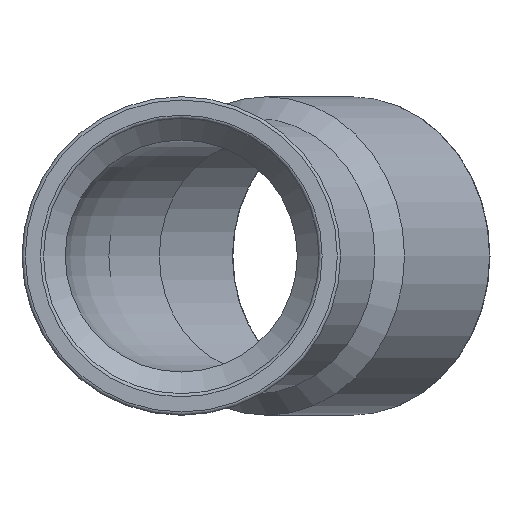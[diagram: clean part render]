
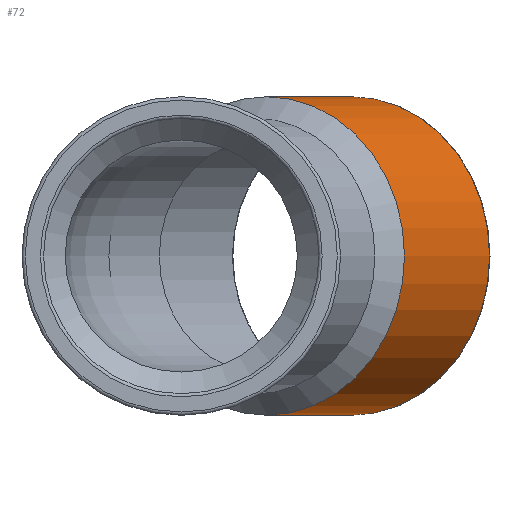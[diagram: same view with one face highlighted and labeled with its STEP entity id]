
A CAD part, front view. The second image highlights one B-rep face of the part: STEP entity #72.
In plain terms, the highlighted cylindrical face has radius 162 mm (diameter 324 mm), a full revolution.
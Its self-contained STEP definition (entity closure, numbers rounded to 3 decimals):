
#72=ADVANCED_FACE('',(#161,#162),#163,.T.);
#161=FACE_OUTER_BOUND('',#264,.T.);
#162=FACE_OUTER_BOUND('',#265,.T.);
#163=CYLINDRICAL_SURFACE('',#266,162.);
#264=EDGE_LOOP('',(#385));
#265=EDGE_LOOP('',(#386));
#266=AXIS2_PLACEMENT_3D('',#387,#388,#389);
#385=ORIENTED_EDGE('',*,*,#486,.F.);
#386=ORIENTED_EDGE('',*,*,#471,.T.);
#387=CARTESIAN_POINT('',(28.54,399.271,0.));
#388=DIRECTION('',(0.5,0.866,0.));
#389=DIRECTION('',(0.866,-0.5,0.));
#471=EDGE_CURVE('',#528,#528,#529,.T.);
#486=EDGE_CURVE('',#551,#551,#552,.T.);
#528=VERTEX_POINT('',#600);
#529=CIRCLE('',#601,162.);
#551=VERTEX_POINT('',#623);
#552=CIRCLE('',#624,162.);
#600=CARTESIAN_POINT('',(313.573,568.962,0.));
#601=AXIS2_PLACEMENT_3D('',#675,#676,#677);
#623=CARTESIAN_POINT('',(227.023,419.053,0.));
#624=AXIS2_PLACEMENT_3D('',#699,#700,#701);
#675=CARTESIAN_POINT('',(173.277,649.962,0.));
#676=DIRECTION('',(-0.5,-0.866,0.));
#677=DIRECTION('',(0.866,-0.5,0.));
#699=CARTESIAN_POINT('',(86.727,500.053,0.));
#700=DIRECTION('',(-0.5,-0.866,0.));
#701=DIRECTION('',(0.866,-0.5,0.));
